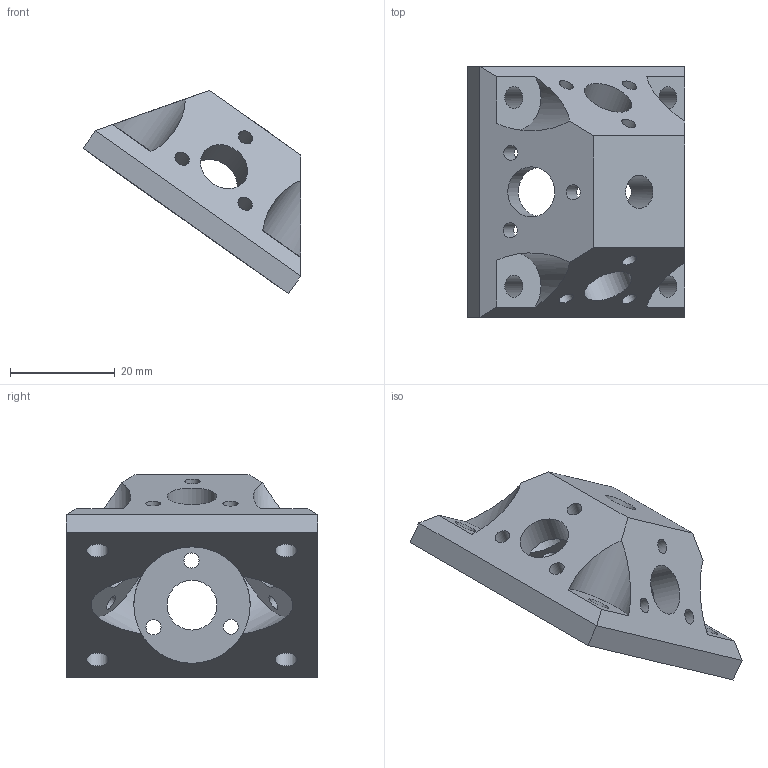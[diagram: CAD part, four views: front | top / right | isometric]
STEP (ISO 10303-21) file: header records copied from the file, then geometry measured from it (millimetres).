
FILE_DESCRIPTION(('HOOPS Exchange Step'),'2;1');
FILE_NAME('temp_export','2022-11-30T16:13:44-06:00',('jonat'),('Shapr3D Limited'),'HOOPS Exchange 2022.0','Shapr3D','Authorized');
FILE_SCHEMA( ('AUTOMOTIVE_DESIGN { 1 0 10303 214 1 1 1 1 }') );
Length unit declared in the file: millimetre
Products named in the file (2): Assy; root
Assembly tree (1 placements, depth 2):
  root
    Assy
Bounding box: 41.6 x 48 x 38.8 mm (x, y, z)
Volume: 17484.3 mm3; surface area: 9409.6 mm2
Topology: 1 solids, 1 shells, 47 faces, 153 edges, 108 vertices
Faces by surface type: cylinder 29, plane 18
Full cylindrical faces by diameter (mm): 2.87 x12, 4.216 x4, 6.35 x1, 9.525 x4, 22.225 x4
Entity records: 2206 total; most frequent: CARTESIAN_POINT 646, DIRECTION 331, ORIENTED_EDGE 306, EDGE_CURVE 153, AXIS2_PLACEMENT_3D 137, VERTEX_POINT 108, EDGE_LOOP 89, FACE_BOUND 89
